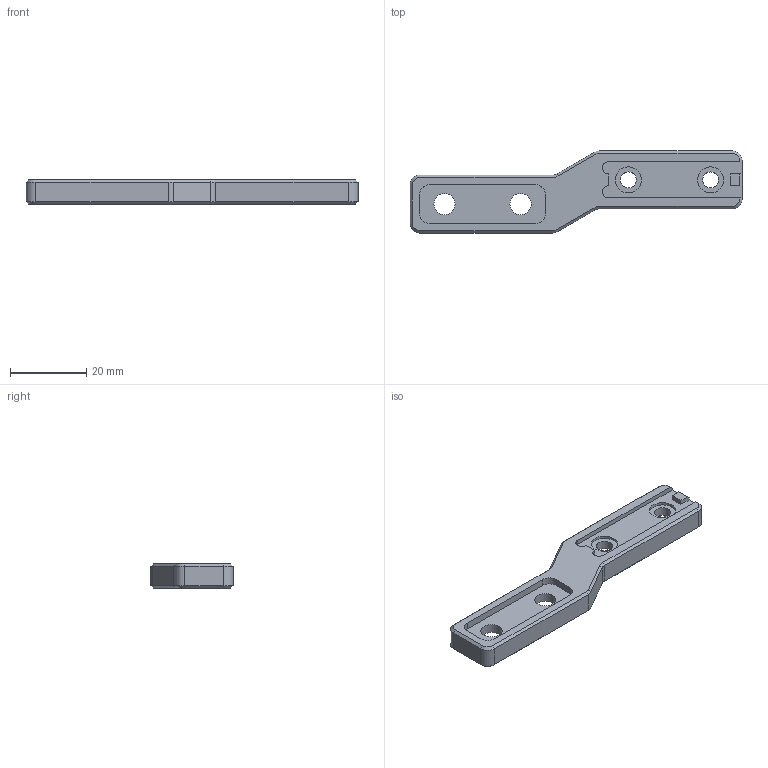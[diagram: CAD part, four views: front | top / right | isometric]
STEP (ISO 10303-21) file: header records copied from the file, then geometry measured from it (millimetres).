
FILE_DESCRIPTION(/* description */ (''),/* implementation_level */ '2;1');
FILE_NAME(/* name */ 'OSS v8.step',/* time_stamp */ '2021-03-18T09:19:25-05:00',/* author */ (''),/* organization */ (''),/* preprocessor_version */ 'ST-DEVELOPER v18.1',/* originating_system */ 'Autodesk Translation Framework v9.10.0.1330',/* authorisation */ '');
FILE_SCHEMA (('AUTOMOTIVE_DESIGN { 1 0 10303 214 3 1 1 }'));
Length unit declared in the file: inch
Products named in the file (1): OSS
Bounding box: 87.2 x 21.59 x 6.35 mm (x, y, z)
Volume: 5931 mm3; surface area: 4383.1 mm2
Topology: 1 solids, 1 shells, 104 faces, 256 edges, 160 vertices
Faces by surface type: plane 60, cylinder 28, cone 16
Full cylindrical faces by diameter (mm): 4.191 x2, 5.563 x2, 6.858 x4
Entity records: 3076 total; most frequent: DIRECTION 538, CARTESIAN_POINT 521, ORIENTED_EDGE 512, EDGE_CURVE 256, LINE 184, VECTOR 184, AXIS2_PLACEMENT_3D 177, VERTEX_POINT 160
